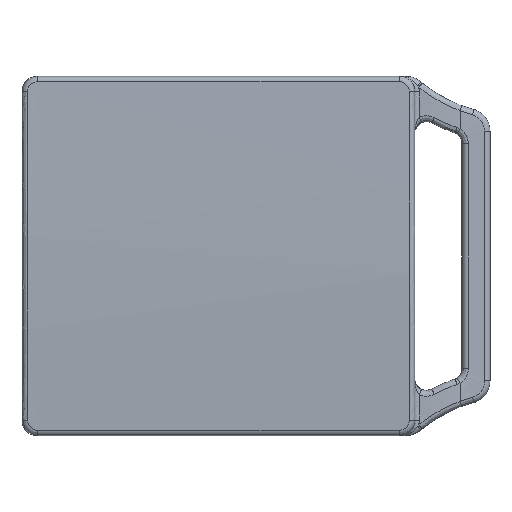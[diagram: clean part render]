
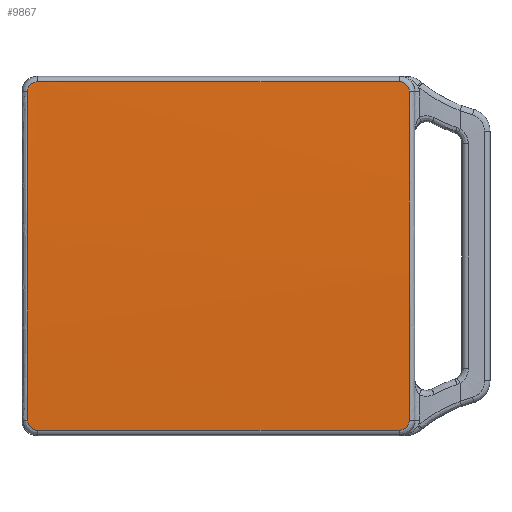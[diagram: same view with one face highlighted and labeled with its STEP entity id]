
A CAD part, front view. The second image highlights one B-rep face of the part: STEP entity #9867.
In plain terms, the highlighted free-form (B-spline) face has degree [2, 1] with [3, 2] control points.
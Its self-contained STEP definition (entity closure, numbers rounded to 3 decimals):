
#9867 = ADVANCED_FACE('',(#9868),#9952,.T.);
#9868 = FACE_BOUND('',#9869,.T.);
#9869 = EDGE_LOOP('',(#9870,#9880,#9893,#9900,#9913,#9921,#9934,#9941));
#9870 = ORIENTED_EDGE('',*,*,#9871,.T.);
#9871 = EDGE_CURVE('',#9872,#9874,#9876,.T.);
#9872 = VERTEX_POINT('',#9873);
#9873 = CARTESIAN_POINT('',(20.481,-4.229,
    -16.896));
#9874 = VERTEX_POINT('',#9875);
#9875 = CARTESIAN_POINT('',(20.481,-4.229,
    16.896));
#9876 = ( BOUNDED_CURVE() B_SPLINE_CURVE(2,(#9877,#9878,#9879),
.UNSPECIFIED.,.F.,.F.) B_SPLINE_CURVE_WITH_KNOTS((3,3),(1.525,
1.617),.PIECEWISE_BEZIER_KNOTS.) CURVE() 
GEOMETRIC_REPRESENTATION_ITEM() RATIONAL_B_SPLINE_CURVE((1.,
0.999,1.)) REPRESENTATION_ITEM('') );
#9877 = CARTESIAN_POINT('',(20.481,-4.229,
    -16.896));
#9878 = CARTESIAN_POINT('',(20.481,-5.002,
    0.));
#9879 = CARTESIAN_POINT('',(20.481,-4.229,
    16.896));
#9880 = ORIENTED_EDGE('',*,*,#9881,.T.);
#9881 = EDGE_CURVE('',#9874,#9882,#9884,.T.);
#9882 = VERTEX_POINT('',#9883);
#9883 = CARTESIAN_POINT('',(19.466,-4.181,
    17.913));
#9884 = B_SPLINE_CURVE_WITH_KNOTS('',3,(#9885,#9886,#9887,#9888,#9889,
    #9890,#9891,#9892),.UNSPECIFIED.,.F.,.F.,(4,2,2,4),(0.,
    0.,0.001,0.001),
  .UNSPECIFIED.);
#9885 = CARTESIAN_POINT('',(20.481,-4.229,
    16.896));
#9886 = CARTESIAN_POINT('',(20.481,-4.223,
    17.03));
#9887 = CARTESIAN_POINT('',(20.455,-4.217,
    17.162));
#9888 = CARTESIAN_POINT('',(20.353,-4.205,
    17.408));
#9889 = CARTESIAN_POINT('',(20.278,-4.2,
    17.52));
#9890 = CARTESIAN_POINT('',(19.997,-4.186,
    17.802));
#9891 = CARTESIAN_POINT('',(19.734,-4.181,
    17.913));
#9892 = CARTESIAN_POINT('',(19.466,-4.181,
    17.913));
#9893 = ORIENTED_EDGE('',*,*,#9894,.T.);
#9894 = EDGE_CURVE('',#9882,#9895,#9897,.T.);
#9895 = VERTEX_POINT('',#9896);
#9896 = CARTESIAN_POINT('',(-17.735,-4.181,
    17.913));
#9897 = B_SPLINE_CURVE_WITH_KNOTS('',1,(#9898,#9899),.UNSPECIFIED.,.F.,
  .F.,(2,2),(8.242,41.126),.PIECEWISE_BEZIER_KNOTS.);
#9898 = CARTESIAN_POINT('',(19.466,-4.181,
    17.913));
#9899 = CARTESIAN_POINT('',(-17.735,-4.181,
    17.913));
#9900 = ORIENTED_EDGE('',*,*,#9901,.T.);
#9901 = EDGE_CURVE('',#9895,#9902,#9904,.T.);
#9902 = VERTEX_POINT('',#9903);
#9903 = CARTESIAN_POINT('',(-18.75,-4.229,
    16.896));
#9904 = B_SPLINE_CURVE_WITH_KNOTS('',3,(#9905,#9906,#9907,#9908,#9909,
    #9910,#9911,#9912),.UNSPECIFIED.,.F.,.F.,(4,2,2,4),(0.,
    0.,0.001,0.001),
  .UNSPECIFIED.);
#9905 = CARTESIAN_POINT('',(-17.735,-4.181,
    17.913));
#9906 = CARTESIAN_POINT('',(-17.869,-4.181,
    17.913));
#9907 = CARTESIAN_POINT('',(-18.001,-4.182,
    17.886));
#9908 = CARTESIAN_POINT('',(-18.247,-4.187,
    17.784));
#9909 = CARTESIAN_POINT('',(-18.359,-4.191,
    17.708));
#9910 = CARTESIAN_POINT('',(-18.64,-4.204,17.427
    ));
#9911 = CARTESIAN_POINT('',(-18.75,-4.217,
    17.164));
#9912 = CARTESIAN_POINT('',(-18.75,-4.229,
    16.896));
#9913 = ORIENTED_EDGE('',*,*,#9914,.T.);
#9914 = EDGE_CURVE('',#9902,#9915,#9917,.T.);
#9915 = VERTEX_POINT('',#9916);
#9916 = CARTESIAN_POINT('',(-18.75,-4.229,
    -16.896));
#9917 = ( BOUNDED_CURVE() B_SPLINE_CURVE(2,(#9918,#9919,#9920),
.UNSPECIFIED.,.F.,.F.) B_SPLINE_CURVE_WITH_KNOTS((3,3),(4.667,
4.758),.PIECEWISE_BEZIER_KNOTS.) CURVE() 
GEOMETRIC_REPRESENTATION_ITEM() RATIONAL_B_SPLINE_CURVE((1.,
0.999,1.)) REPRESENTATION_ITEM('') );
#9918 = CARTESIAN_POINT('',(-18.75,-4.229,
    16.896));
#9919 = CARTESIAN_POINT('',(-18.75,-5.002,
    0.));
#9920 = CARTESIAN_POINT('',(-18.75,-4.229,
    -16.896));
#9921 = ORIENTED_EDGE('',*,*,#9922,.T.);
#9922 = EDGE_CURVE('',#9915,#9923,#9925,.T.);
#9923 = VERTEX_POINT('',#9924);
#9924 = CARTESIAN_POINT('',(-17.735,-4.181,
    -17.913));
#9925 = B_SPLINE_CURVE_WITH_KNOTS('',3,(#9926,#9927,#9928,#9929,#9930,
    #9931,#9932,#9933),.UNSPECIFIED.,.F.,.F.,(4,2,2,4),(0.,
    0.,0.001,0.001),
  .UNSPECIFIED.);
#9926 = CARTESIAN_POINT('',(-18.75,-4.229,
    -16.896));
#9927 = CARTESIAN_POINT('',(-18.75,-4.223,
    -17.03));
#9928 = CARTESIAN_POINT('',(-18.724,-4.217,
    -17.162));
#9929 = CARTESIAN_POINT('',(-18.622,-4.205,
    -17.408));
#9930 = CARTESIAN_POINT('',(-18.547,-4.2,
    -17.52));
#9931 = CARTESIAN_POINT('',(-18.266,-4.186,
    -17.802));
#9932 = CARTESIAN_POINT('',(-18.003,-4.181,
    -17.913));
#9933 = CARTESIAN_POINT('',(-17.735,-4.181,
    -17.913));
#9934 = ORIENTED_EDGE('',*,*,#9935,.T.);
#9935 = EDGE_CURVE('',#9923,#9936,#9938,.T.);
#9936 = VERTEX_POINT('',#9937);
#9937 = CARTESIAN_POINT('',(19.466,-4.181,
    -17.913));
#9938 = B_SPLINE_CURVE_WITH_KNOTS('',1,(#9939,#9940),.UNSPECIFIED.,.F.,
  .F.,(2,2),(-41.126,-8.242),.PIECEWISE_BEZIER_KNOTS.);
#9939 = CARTESIAN_POINT('',(-17.735,-4.181,
    -17.913));
#9940 = CARTESIAN_POINT('',(19.466,-4.181,
    -17.913));
#9941 = ORIENTED_EDGE('',*,*,#9942,.T.);
#9942 = EDGE_CURVE('',#9936,#9872,#9943,.T.);
#9943 = B_SPLINE_CURVE_WITH_KNOTS('',3,(#9944,#9945,#9946,#9947,#9948,
    #9949,#9950,#9951),.UNSPECIFIED.,.F.,.F.,(4,2,2,4),(0.,
    0.,0.001,0.001),
  .UNSPECIFIED.);
#9944 = CARTESIAN_POINT('',(19.466,-4.181,
    -17.913));
#9945 = CARTESIAN_POINT('',(19.6,-4.181,
    -17.913));
#9946 = CARTESIAN_POINT('',(19.732,-4.182,
    -17.886));
#9947 = CARTESIAN_POINT('',(19.978,-4.187,
    -17.784));
#9948 = CARTESIAN_POINT('',(20.09,-4.191,
    -17.708));
#9949 = CARTESIAN_POINT('',(20.371,-4.204,
    -17.427));
#9950 = CARTESIAN_POINT('',(20.481,-4.217,
    -17.164));
#9951 = CARTESIAN_POINT('',(20.481,-4.229,
    -16.896));
#9952 = ( BOUNDED_SURFACE() B_SPLINE_SURFACE(2,1,(
    (#9953,#9954)
    ,(#9955,#9956)
    ,(#9957,#9958
)),.UNSPECIFIED.,.F.,.F.,.F.) B_SPLINE_SURFACE_WITH_KNOTS((3,3),(2,2),(
    4.664,4.761),(7.344,42.024),
.PIECEWISE_BEZIER_KNOTS.) GEOMETRIC_REPRESENTATION_ITEM() 
RATIONAL_B_SPLINE_SURFACE((
    (1.,1.)
    ,(0.999,0.999)
,(1.,1.))) REPRESENTATION_ITEM('') SURFACE() );
#9953 = CARTESIAN_POINT('',(20.481,-4.181,
    -17.913));
#9954 = CARTESIAN_POINT('',(-18.75,-4.181,
    -17.913));
#9955 = CARTESIAN_POINT('',(20.481,-5.05,
    0.));
#9956 = CARTESIAN_POINT('',(-18.75,-5.05,
    0.));
#9957 = CARTESIAN_POINT('',(20.481,-4.181,
    17.913));
#9958 = CARTESIAN_POINT('',(-18.75,-4.181,
    17.913));
